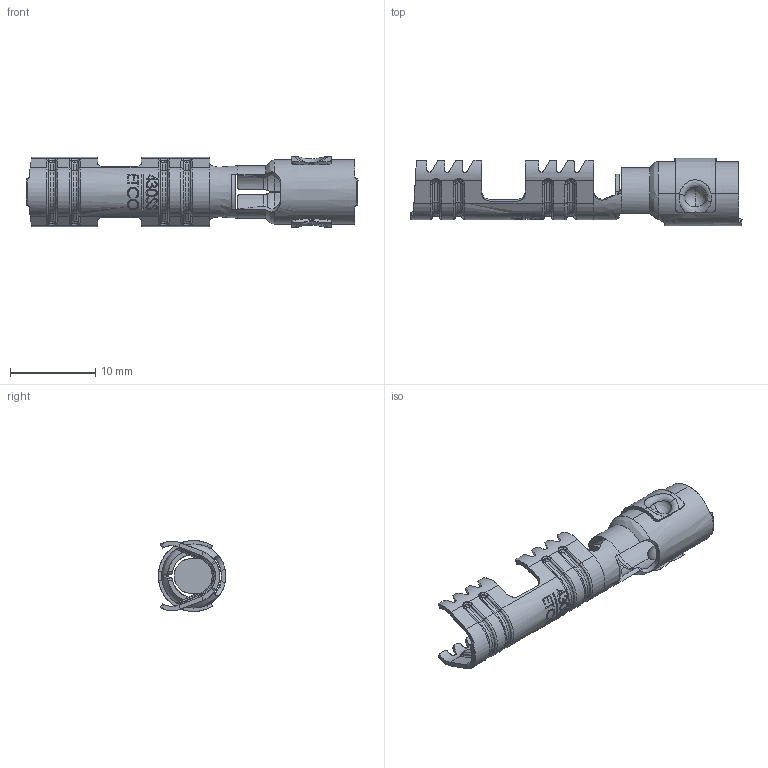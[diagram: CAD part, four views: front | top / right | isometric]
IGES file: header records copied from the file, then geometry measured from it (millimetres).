
Start section: SolidWorks IGES file using analytic representation for surfaces
Global section: file name: SP3000.IGS; native system: SolidWorks 2019; preprocessor: SolidWorks 2019; author: sjohnson; date: 191106.072403; units: inch
Bounding box: 38.86 x 7.9 x 8.31 mm (x, y, z)
Surface area: 1502.2 mm2 (no closed solid volume)
Topology: 0 solids, 0 shells, 719 faces, 6441 edges, 6429 vertices
Faces by surface type: bspline 486, revolution 233
